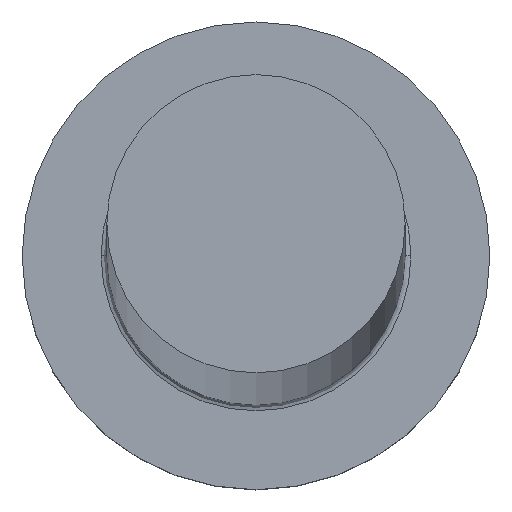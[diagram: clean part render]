
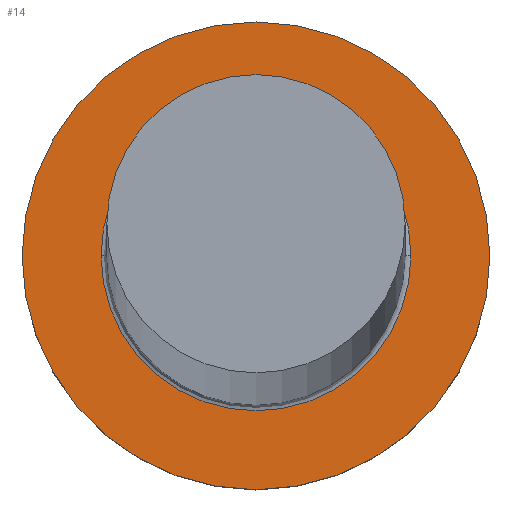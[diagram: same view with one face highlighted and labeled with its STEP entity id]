
A CAD part, top view. The second image highlights one B-rep face of the part: STEP entity #14.
In plain terms, the highlighted planar face has unit normal (0, 0, 1).
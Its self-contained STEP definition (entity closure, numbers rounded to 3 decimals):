
#5 = CARTESIAN_POINT ( 'NONE',  ( 8., 0., 5. ) ) ;
#9 = CARTESIAN_POINT ( 'NONE',  ( 0., 0., 5. ) ) ;
#10 = CIRCLE ( 'NONE', #186, 5.3 ) ;
#12 = DIRECTION ( 'NONE',  ( 1., 0., 0. ) ) ;
#14 = ADVANCED_FACE ( 'NONE', ( #237, #24 ), #287, .T. ) ;
#24 = FACE_OUTER_BOUND ( 'NONE', #281, .T. ) ;
#29 = DIRECTION ( 'NONE',  ( 0., 0., -1. ) ) ;
#35 = DIRECTION ( 'NONE',  ( 0., 0., 1. ) ) ;
#41 = AXIS2_PLACEMENT_3D ( 'NONE', #176, #35, #164 ) ;
#61 = DIRECTION ( 'NONE',  ( 0., 0., -1. ) ) ;
#65 = VERTEX_POINT ( 'NONE', #5 ) ;
#72 = VERTEX_POINT ( 'NONE', #79 ) ;
#79 = CARTESIAN_POINT ( 'NONE',  ( -5.3, 0., 5. ) ) ;
#84 = CIRCLE ( 'NONE', #148, 5.3 ) ;
#87 = ORIENTED_EDGE ( 'NONE', *, *, #117, .T. ) ;
#93 = AXIS2_PLACEMENT_3D ( 'NONE', #166, #123, #121 ) ;
#103 = CARTESIAN_POINT ( 'NONE',  ( 0., 0., 5. ) ) ;
#111 = EDGE_CURVE ( 'NONE', #65, #169, #246, .T. ) ;
#117 = EDGE_CURVE ( 'NONE', #72, #239, #84, .T. ) ;
#121 = DIRECTION ( 'NONE',  ( 1., 0., 0. ) ) ;
#123 = DIRECTION ( 'NONE',  ( 0., 0., 1. ) ) ;
#127 = DIRECTION ( 'NONE',  ( 1., 0., 0. ) ) ;
#131 = CARTESIAN_POINT ( 'NONE',  ( 0., 0., 5. ) ) ;
#142 = EDGE_LOOP ( 'NONE', ( #297, #87 ) ) ;
#148 = AXIS2_PLACEMENT_3D ( 'NONE', #9, #61, #175 ) ;
#156 = ORIENTED_EDGE ( 'NONE', *, *, #111, .T. ) ;
#164 = DIRECTION ( 'NONE',  ( 1., 0., 0. ) ) ;
#166 = CARTESIAN_POINT ( 'NONE',  ( 0., 0., 5. ) ) ;
#169 = VERTEX_POINT ( 'NONE', #203 ) ;
#174 = CIRCLE ( 'NONE', #41, 8. ) ;
#175 = DIRECTION ( 'NONE',  ( 1., 0., 0. ) ) ;
#176 = CARTESIAN_POINT ( 'NONE',  ( 0., 0., 5. ) ) ;
#181 = EDGE_CURVE ( 'NONE', #239, #72, #10, .T. ) ;
#186 = AXIS2_PLACEMENT_3D ( 'NONE', #131, #29, #12 ) ;
#203 = CARTESIAN_POINT ( 'NONE',  ( -8., 0., 5. ) ) ;
#216 = CARTESIAN_POINT ( 'NONE',  ( 5.3, 0., 5. ) ) ;
#227 = EDGE_CURVE ( 'NONE', #169, #65, #174, .T. ) ;
#233 = AXIS2_PLACEMENT_3D ( 'NONE', #103, #288, #127 ) ;
#237 = FACE_BOUND ( 'NONE', #142, .T. ) ;
#239 = VERTEX_POINT ( 'NONE', #216 ) ;
#246 = CIRCLE ( 'NONE', #233, 8. ) ;
#276 = ORIENTED_EDGE ( 'NONE', *, *, #227, .T. ) ;
#281 = EDGE_LOOP ( 'NONE', ( #276, #156 ) ) ;
#287 = PLANE ( 'NONE',  #93 ) ;
#288 = DIRECTION ( 'NONE',  ( 0., 0., 1. ) ) ;
#297 = ORIENTED_EDGE ( 'NONE', *, *, #181, .T. ) ;
